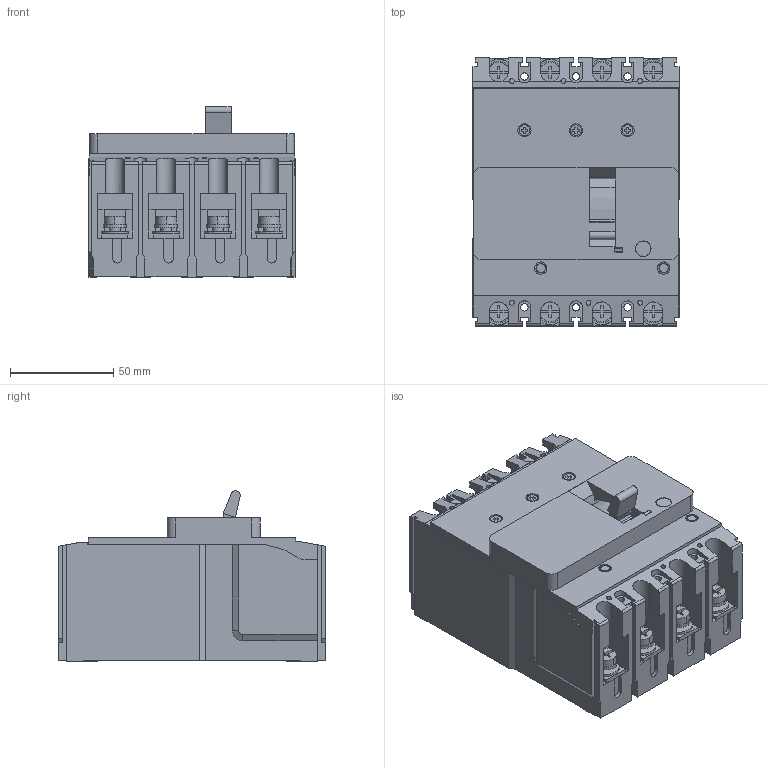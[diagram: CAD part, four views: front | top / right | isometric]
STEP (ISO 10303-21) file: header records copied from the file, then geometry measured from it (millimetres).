
FILE_DESCRIPTION((''),'2;1');
FILE_NAME('FRAME0A-4P-3D_ASM','2022-04-29T15:10:22',('SESA644935'),('Schneider-Electric'),'CREO PARAMETRIC BY PTC INC, 2021284','CREO PARAMETRIC BY PTC INC, 2021284','');
FILE_SCHEMA(('CONFIG_CONTROL_DESIGN','SHAPE_APPEARANCE_LAYERS_GROUPS'));
Length unit declared in the file: millimetre
Products named in the file (4): FRAME0A-4P; FRAME0-TOGGLE-SIMPLIFIED_C; FRAME0-TOGGLE-3D_ASM; FRAME0A-4P-3D_ASM
Assembly tree (3 placements, depth 3):
  FRAME0A-4P-3D_ASM
    FRAME0A-4P
    FRAME0-TOGGLE-3D_ASM
      FRAME0-TOGGLE-SIMPLIFIED_C
Bounding box: 100 x 130 x 82.74 mm (x, y, z)
Volume: 729058.5 mm3; surface area: 87438.4 mm2
Topology: 2 solids, 2 shells, 1039 faces, 2887 edges, 1892 vertices
Faces by surface type: plane 774, cylinder 251, cone 12, extrusion 2
Entity records: 45637 total; most frequent: CARTESIAN_POINT 6346, ORIENTED_EDGE 5774, DIRECTION 5433, PRESENTATION_STYLE_ASSIGNMENT 3180, STYLED_ITEM 2889, CURVE_STYLE 2887, EDGE_CURVE 2887, VECTOR 2219
